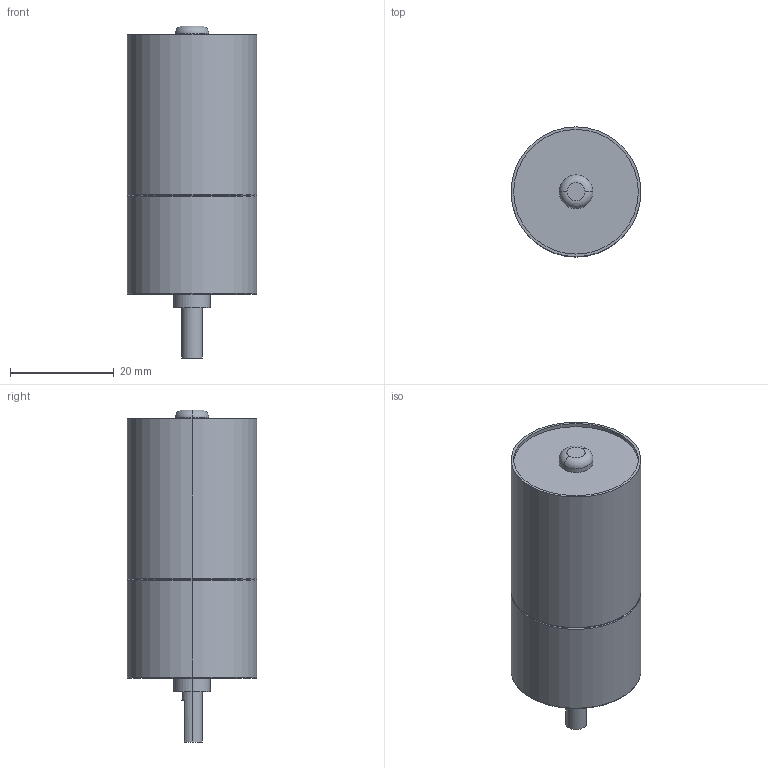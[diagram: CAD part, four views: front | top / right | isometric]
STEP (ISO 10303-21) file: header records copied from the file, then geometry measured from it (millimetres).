
FILE_DESCRIPTION (( 'STEP AP214' ), '1' );
FILE_NAME ('25mm DC motor.STEP', '2021-06-03T07:27:04', ( '' ), ( '' ), 'SwSTEP 2.0', 'SolidWorks 2016', '' );
FILE_SCHEMA (( 'AUTOMOTIVE_DESIGN' ));
Length unit declared in the file: millimetre
Products named in the file (1): 25mm DC motor
Bounding box: 25 x 25 x 63.95 mm (x, y, z)
Volume: 24440.2 mm3; surface area: 5305.4 mm2
Topology: 1 solids, 1 shells, 74 faces, 180 edges, 114 vertices
Faces by surface type: cylinder 46, plane 12, torus 8, bspline 8
Entity records: 4755 total; most frequent: CARTESIAN_POINT 3171, ORIENTED_EDGE 360, DIRECTION 282, EDGE_CURVE 180, VERTEX_POINT 114, AXIS2_PLACEMENT_3D 113, EDGE_LOOP 80, FACE_OUTER_BOUND 74
